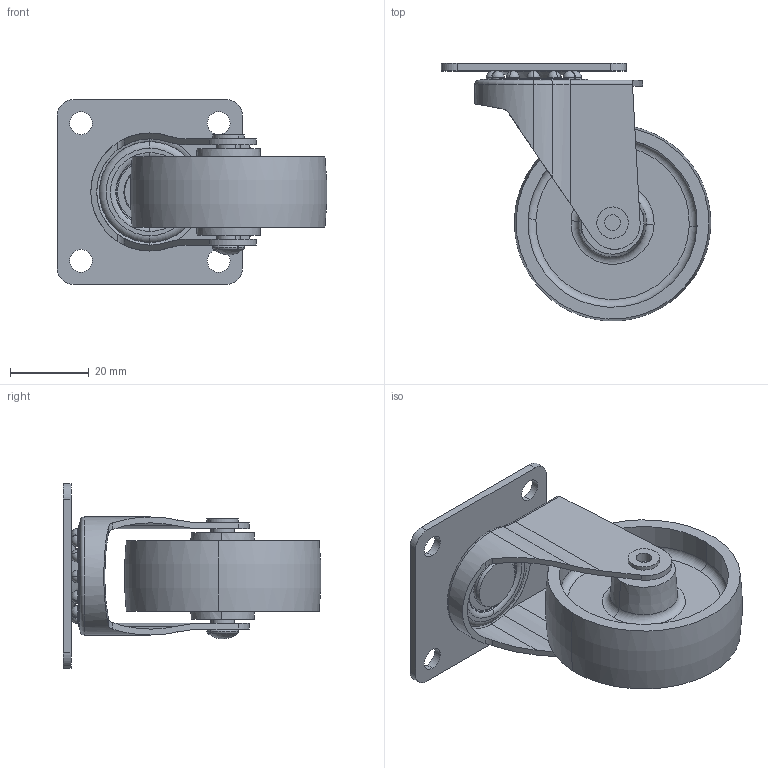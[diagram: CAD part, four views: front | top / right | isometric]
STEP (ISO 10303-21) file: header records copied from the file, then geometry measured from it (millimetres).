
FILE_DESCRIPTION(('STEP AP203'),'1');
FILE_NAME('f25_051.stp','2023-07-17T07:42:11',('TraceParts'),('TraceParts S.A.'),'Spatial InterOp 3D',' ',' ');
FILE_SCHEMA(('CONFIG_CONTROL_DESIGN'));
Length unit declared in the file: millimetre
Products named in the file (1): 1
Bounding box: 68.42 x 65.49 x 47 mm (x, y, z)
Volume: 26048.8 mm3; surface area: 22677 mm2
Topology: 17 solids, 17 shells, 232 faces, 568 edges, 336 vertices
Faces by surface type: cylinder 63, plane 54, sphere 50, torus 47, cone 16, bspline 2
Entity records: 6808 total; most frequent: CARTESIAN_POINT 1317, DIRECTION 1294, ORIENTED_EDGE 1040, AXIS2_PLACEMENT_3D 583, EDGE_CURVE 520, VERTEX_POINT 336, CIRCLE 336, EDGE_LOOP 264
